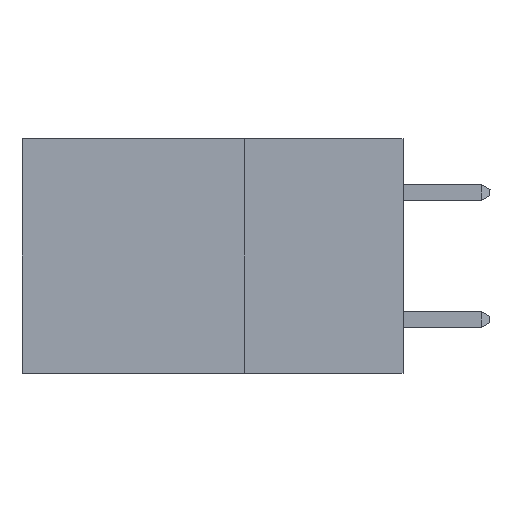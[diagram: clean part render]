
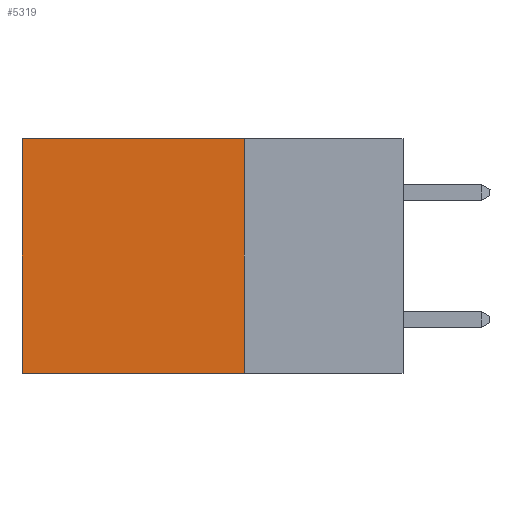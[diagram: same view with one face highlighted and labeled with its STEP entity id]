
A CAD part, left-side view. The second image highlights one B-rep face of the part: STEP entity #5319.
In plain terms, the highlighted planar face has unit normal (-1, 0, 0).
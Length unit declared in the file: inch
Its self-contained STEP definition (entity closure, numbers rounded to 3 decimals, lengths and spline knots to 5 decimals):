
#146 = VECTOR ( 'NONE', #10279, 39.37008 ) ;
#661 = EDGE_CURVE ( 'NONE', #7545, #13352, #3569, .T. ) ;
#678 = AXIS2_PLACEMENT_3D ( 'NONE', #1526, #5614, #3432 ) ;
#1135 = EDGE_LOOP ( 'NONE', ( #10603, #9415, #4886, #12188 ) ) ;
#1526 = CARTESIAN_POINT ( 'NONE',  ( 0.2875, 0.25, 0. ) ) ;
#2282 = EDGE_CURVE ( 'NONE', #3726, #4854, #10654, .T. ) ;
#2326 = CARTESIAN_POINT ( 'NONE',  ( 0.2875, 0.25, 0. ) ) ;
#2664 = VECTOR ( 'NONE', #6621, 39.37008 ) ;
#2698 = CARTESIAN_POINT ( 'NONE',  ( 0.2875, 0.25, -0.37 ) ) ;
#2758 = VECTOR ( 'NONE', #12429, 39.37008 ) ;
#2936 = LINE ( 'NONE', #5974, #146 ) ;
#3284 = EDGE_CURVE ( 'NONE', #7545, #3726, #4668, .T. ) ;
#3432 = DIRECTION ( 'NONE',  ( 0., 0., -1. ) ) ;
#3569 = LINE ( 'NONE', #7857, #2758 ) ;
#3726 = VERTEX_POINT ( 'NONE', #11512 ) ;
#4668 = LINE ( 'NONE', #2326, #2664 ) ;
#4854 = VERTEX_POINT ( 'NONE', #8856 ) ;
#4886 = ORIENTED_EDGE ( 'NONE', *, *, #661, .F. ) ;
#5319 = ADVANCED_FACE ( 'NONE', ( #13142 ), #10887, .F. ) ;
#5614 = DIRECTION ( 'NONE',  ( 1., 0., 0. ) ) ;
#5974 = CARTESIAN_POINT ( 'NONE',  ( 0.2875, 0.25, -0.37 ) ) ;
#6621 = DIRECTION ( 'NONE',  ( 0., 1., 0. ) ) ;
#7545 = VERTEX_POINT ( 'NONE', #10526 ) ;
#7632 = CARTESIAN_POINT ( 'NONE',  ( 0.2875, 0.6, 0. ) ) ;
#7857 = CARTESIAN_POINT ( 'NONE',  ( 0.2875, 0.25, 0. ) ) ;
#8856 = CARTESIAN_POINT ( 'NONE',  ( 0.2875, 0.6, -0.37 ) ) ;
#9415 = ORIENTED_EDGE ( 'NONE', *, *, #12536, .F. ) ;
#10279 = DIRECTION ( 'NONE',  ( 0., 1., 0. ) ) ;
#10526 = CARTESIAN_POINT ( 'NONE',  ( 0.2875, 0.25, 0. ) ) ;
#10603 = ORIENTED_EDGE ( 'NONE', *, *, #2282, .T. ) ;
#10654 = LINE ( 'NONE', #7632, #13378 ) ;
#10887 = PLANE ( 'NONE',  #678 ) ;
#10940 = DIRECTION ( 'NONE',  ( 0., 0., -1. ) ) ;
#11512 = CARTESIAN_POINT ( 'NONE',  ( 0.2875, 0.6, 0. ) ) ;
#12188 = ORIENTED_EDGE ( 'NONE', *, *, #3284, .T. ) ;
#12429 = DIRECTION ( 'NONE',  ( 0., 0., -1. ) ) ;
#12536 = EDGE_CURVE ( 'NONE', #13352, #4854, #2936, .T. ) ;
#13142 = FACE_OUTER_BOUND ( 'NONE', #1135, .T. ) ;
#13352 = VERTEX_POINT ( 'NONE', #2698 ) ;
#13378 = VECTOR ( 'NONE', #10940, 39.37008 ) ;
